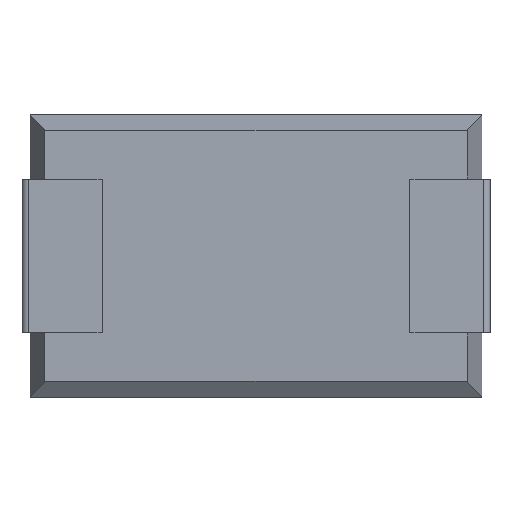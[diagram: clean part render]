
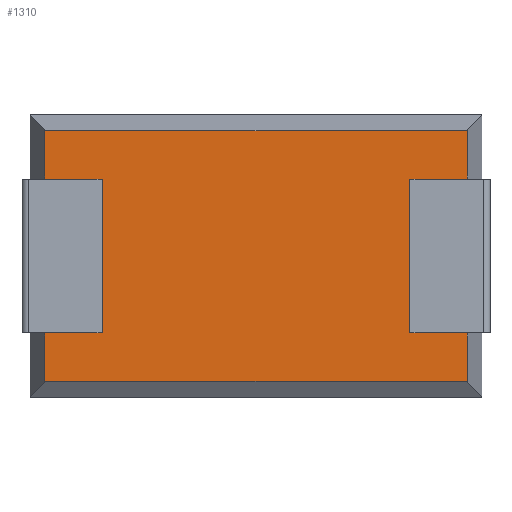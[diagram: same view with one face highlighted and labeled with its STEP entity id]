
A CAD part, front view. The second image highlights one B-rep face of the part: STEP entity #1310.
In plain terms, the highlighted planar face has unit normal (0, -1, 0).
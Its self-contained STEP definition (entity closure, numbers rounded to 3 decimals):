
#105 = VERTEX_POINT ( 'NONE', #1072 ) ;
#129 = CARTESIAN_POINT ( 'NONE',  ( 0.243, 0., -4.337 ) ) ;
#202 = DIRECTION ( 'NONE',  ( 1., 0., 0. ) ) ;
#228 = ORIENTED_EDGE ( 'NONE', *, *, #2095, .F. ) ;
#250 = FACE_OUTER_BOUND ( 'NONE', #937, .T. ) ;
#340 = CARTESIAN_POINT ( 'NONE',  ( 6.17, 0., -1.05 ) ) ;
#427 = AXIS2_PLACEMENT_3D ( 'NONE', #1996, #906, #2797 ) ;
#525 = CARTESIAN_POINT ( 'NONE',  ( 7.097, 0., -3.55 ) ) ;
#530 = DIRECTION ( 'NONE',  ( 0., 0., 1. ) ) ;
#620 = LINE ( 'NONE', #340, #1237 ) ;
#652 = LINE ( 'NONE', #3049, #1785 ) ;
#696 = VECTOR ( 'NONE', #1371, 1000. ) ;
#709 = VERTEX_POINT ( 'NONE', #3171 ) ;
#732 = DIRECTION ( 'NONE',  ( 1., 0., 0. ) ) ;
#755 = CARTESIAN_POINT ( 'NONE',  ( 6.17, 0., -1.05 ) ) ;
#770 = VERTEX_POINT ( 'NONE', #129 ) ;
#785 = DIRECTION ( 'NONE',  ( -1., 0., 0. ) ) ;
#866 = VECTOR ( 'NONE', #3046, 1000. ) ;
#906 = DIRECTION ( 'NONE',  ( 0., -1., 0. ) ) ;
#916 = LINE ( 'NONE', #1975, #2007 ) ;
#937 = EDGE_LOOP ( 'NONE', ( #1242, #1095, #1515, #1613, #228, #2502, #3147, #1859, #2609, #1865, #1051, #2931 ) ) ;
#954 = DIRECTION ( 'NONE',  ( 1., 0., 0. ) ) ;
#966 = DIRECTION ( 'NONE',  ( 0., 0., 1. ) ) ;
#972 = EDGE_CURVE ( 'NONE', #770, #105, #3161, .T. ) ;
#1025 = VECTOR ( 'NONE', #1800, 1000. ) ;
#1051 = ORIENTED_EDGE ( 'NONE', *, *, #2837, .F. ) ;
#1072 = CARTESIAN_POINT ( 'NONE',  ( 7.097, 0., -4.337 ) ) ;
#1075 = CARTESIAN_POINT ( 'NONE',  ( 0.243, 0., -0.263 ) ) ;
#1095 = ORIENTED_EDGE ( 'NONE', *, *, #3297, .T. ) ;
#1144 = LINE ( 'NONE', #2532, #3344 ) ;
#1180 = VERTEX_POINT ( 'NONE', #2170 ) ;
#1237 = VECTOR ( 'NONE', #202, 1000. ) ;
#1242 = ORIENTED_EDGE ( 'NONE', *, *, #1762, .T. ) ;
#1290 = LINE ( 'NONE', #3348, #1923 ) ;
#1310 = ADVANCED_FACE ( 'NONE', ( #250 ), #3318, .T. ) ;
#1371 = DIRECTION ( 'NONE',  ( 0., 0., 1. ) ) ;
#1515 = ORIENTED_EDGE ( 'NONE', *, *, #3316, .F. ) ;
#1563 = CARTESIAN_POINT ( 'NONE',  ( 6.17, 0., -1.05 ) ) ;
#1613 = ORIENTED_EDGE ( 'NONE', *, *, #2039, .F. ) ;
#1618 = CARTESIAN_POINT ( 'NONE',  ( 7.097, 0., -1.05 ) ) ;
#1625 = VECTOR ( 'NONE', #785, 1000. ) ;
#1684 = VERTEX_POINT ( 'NONE', #1075 ) ;
#1723 = VERTEX_POINT ( 'NONE', #2714 ) ;
#1743 = EDGE_CURVE ( 'NONE', #105, #2582, #2087, .T. ) ;
#1761 = LINE ( 'NONE', #2573, #2255 ) ;
#1762 = EDGE_CURVE ( 'NONE', #2553, #2148, #620, .T. ) ;
#1785 = VECTOR ( 'NONE', #3289, 1000. ) ;
#1793 = VECTOR ( 'NONE', #954, 1000. ) ;
#1798 = CARTESIAN_POINT ( 'NONE',  ( 7.097, 0., -0.263 ) ) ;
#1800 = DIRECTION ( 'NONE',  ( 0., 0., 1. ) ) ;
#1823 = EDGE_CURVE ( 'NONE', #709, #1180, #1290, .T. ) ;
#1859 = ORIENTED_EDGE ( 'NONE', *, *, #2526, .F. ) ;
#1865 = ORIENTED_EDGE ( 'NONE', *, *, #1743, .T. ) ;
#1923 = VECTOR ( 'NONE', #2907, 1000. ) ;
#1975 = CARTESIAN_POINT ( 'NONE',  ( 1.17, 0., -1.05 ) ) ;
#1976 = VECTOR ( 'NONE', #530, 1000. ) ;
#1996 = CARTESIAN_POINT ( 'NONE',  ( 0., 0., 0. ) ) ;
#2007 = VECTOR ( 'NONE', #2808, 1000. ) ;
#2039 = EDGE_CURVE ( 'NONE', #2891, #1684, #2894, .T. ) ;
#2079 = CARTESIAN_POINT ( 'NONE',  ( 0.243, 0., -4.6 ) ) ;
#2087 = LINE ( 'NONE', #3225, #696 ) ;
#2095 = EDGE_CURVE ( 'NONE', #1180, #2891, #916, .T. ) ;
#2148 = VERTEX_POINT ( 'NONE', #1618 ) ;
#2170 = CARTESIAN_POINT ( 'NONE',  ( 1.17, 0., -1.05 ) ) ;
#2255 = VECTOR ( 'NONE', #732, 1000. ) ;
#2340 = CARTESIAN_POINT ( 'NONE',  ( 1.17, 0., -3.55 ) ) ;
#2400 = VERTEX_POINT ( 'NONE', #3143 ) ;
#2457 = LINE ( 'NONE', #2079, #1025 ) ;
#2489 = CARTESIAN_POINT ( 'NONE',  ( 0., 0., -4.337 ) ) ;
#2502 = ORIENTED_EDGE ( 'NONE', *, *, #1823, .F. ) ;
#2519 = CARTESIAN_POINT ( 'NONE',  ( 0.243, 0., -4.6 ) ) ;
#2526 = EDGE_CURVE ( 'NONE', #770, #1723, #2457, .T. ) ;
#2532 = CARTESIAN_POINT ( 'NONE',  ( 7.097, 0., -4.6 ) ) ;
#2553 = VERTEX_POINT ( 'NONE', #755 ) ;
#2573 = CARTESIAN_POINT ( 'NONE',  ( 6.17, 0., -3.55 ) ) ;
#2582 = VERTEX_POINT ( 'NONE', #525 ) ;
#2584 = VERTEX_POINT ( 'NONE', #1798 ) ;
#2609 = ORIENTED_EDGE ( 'NONE', *, *, #972, .T. ) ;
#2708 = LINE ( 'NONE', #1563, #1976 ) ;
#2714 = CARTESIAN_POINT ( 'NONE',  ( 0.243, 0., -3.55 ) ) ;
#2756 = LINE ( 'NONE', #2340, #1625 ) ;
#2797 = DIRECTION ( 'NONE',  ( 0., 0., -1. ) ) ;
#2808 = DIRECTION ( 'NONE',  ( -1., 0., 0. ) ) ;
#2837 = EDGE_CURVE ( 'NONE', #2400, #2582, #1761, .T. ) ;
#2891 = VERTEX_POINT ( 'NONE', #3090 ) ;
#2894 = LINE ( 'NONE', #2519, #866 ) ;
#2907 = DIRECTION ( 'NONE',  ( 0., 0., 1. ) ) ;
#2924 = EDGE_CURVE ( 'NONE', #2400, #2553, #2708, .T. ) ;
#2931 = ORIENTED_EDGE ( 'NONE', *, *, #2924, .T. ) ;
#2978 = EDGE_CURVE ( 'NONE', #709, #1723, #2756, .T. ) ;
#3046 = DIRECTION ( 'NONE',  ( 0., 0., 1. ) ) ;
#3049 = CARTESIAN_POINT ( 'NONE',  ( 0., 0., -0.263 ) ) ;
#3090 = CARTESIAN_POINT ( 'NONE',  ( 0.243, 0., -1.05 ) ) ;
#3143 = CARTESIAN_POINT ( 'NONE',  ( 6.17, 0., -3.55 ) ) ;
#3147 = ORIENTED_EDGE ( 'NONE', *, *, #2978, .T. ) ;
#3161 = LINE ( 'NONE', #2489, #1793 ) ;
#3171 = CARTESIAN_POINT ( 'NONE',  ( 1.17, 0., -3.55 ) ) ;
#3225 = CARTESIAN_POINT ( 'NONE',  ( 7.097, 0., -4.6 ) ) ;
#3289 = DIRECTION ( 'NONE',  ( 1., 0., 0. ) ) ;
#3297 = EDGE_CURVE ( 'NONE', #2148, #2584, #1144, .T. ) ;
#3316 = EDGE_CURVE ( 'NONE', #1684, #2584, #652, .T. ) ;
#3318 = PLANE ( 'NONE',  #427 ) ;
#3344 = VECTOR ( 'NONE', #966, 1000. ) ;
#3348 = CARTESIAN_POINT ( 'NONE',  ( 1.17, 0., -1.05 ) ) ;
